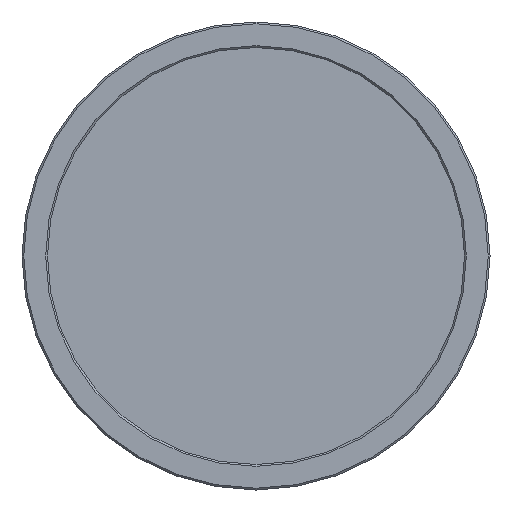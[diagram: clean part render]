
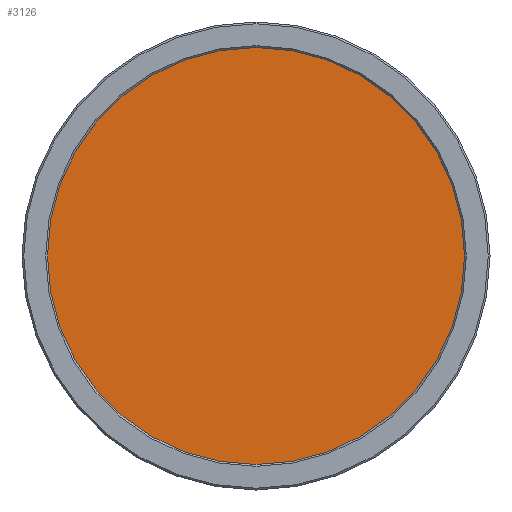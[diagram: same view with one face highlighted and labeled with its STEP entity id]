
A CAD part, left-side view. The second image highlights one B-rep face of the part: STEP entity #3126.
In plain terms, the highlighted planar face has unit normal (-1, 0, 0).
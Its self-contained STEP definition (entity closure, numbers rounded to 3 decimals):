
#38 = PLANE ( 'NONE',  #186 ) ;
#186 = AXIS2_PLACEMENT_3D ( 'NONE', #1355, #3620, #3997 ) ;
#452 = CIRCLE ( 'NONE', #4173, 34.75 ) ;
#685 = CARTESIAN_POINT ( 'NONE',  ( 1.687, 0., 34.75 ) ) ;
#747 = EDGE_CURVE ( 'NONE', #3250, #1911, #1082, .T. ) ;
#942 = ORIENTED_EDGE ( 'NONE', *, *, #3193, .F. ) ;
#1082 = CIRCLE ( 'NONE', #1752, 34.75 ) ;
#1355 = CARTESIAN_POINT ( 'NONE',  ( 1.687, -35.167, 35.167 ) ) ;
#1550 = EDGE_LOOP ( 'NONE', ( #2379, #942 ) ) ;
#1692 = FACE_OUTER_BOUND ( 'NONE', #1550, .T. ) ;
#1750 = CARTESIAN_POINT ( 'NONE',  ( 1.687, 0., 0. ) ) ;
#1752 = AXIS2_PLACEMENT_3D ( 'NONE', #1750, #2742, #2728 ) ;
#1911 = VERTEX_POINT ( 'NONE', #3890 ) ;
#1978 = DIRECTION ( 'NONE',  ( 1., 0., 0. ) ) ;
#2379 = ORIENTED_EDGE ( 'NONE', *, *, #747, .F. ) ;
#2728 = DIRECTION ( 'NONE',  ( 0., 0., 1. ) ) ;
#2742 = DIRECTION ( 'NONE',  ( 1., 0., 0. ) ) ;
#3025 = DIRECTION ( 'NONE',  ( 0., 0., 1. ) ) ;
#3126 = ADVANCED_FACE ( 'NONE', ( #1692 ), #38, .F. ) ;
#3193 = EDGE_CURVE ( 'NONE', #1911, #3250, #452, .T. ) ;
#3250 = VERTEX_POINT ( 'NONE', #685 ) ;
#3334 = CARTESIAN_POINT ( 'NONE',  ( 1.687, 0., 0. ) ) ;
#3620 = DIRECTION ( 'NONE',  ( 1., 0., 0. ) ) ;
#3890 = CARTESIAN_POINT ( 'NONE',  ( 1.687, 0., -34.75 ) ) ;
#3997 = DIRECTION ( 'NONE',  ( 0., 0., -1. ) ) ;
#4173 = AXIS2_PLACEMENT_3D ( 'NONE', #3334, #1978, #3025 ) ;
